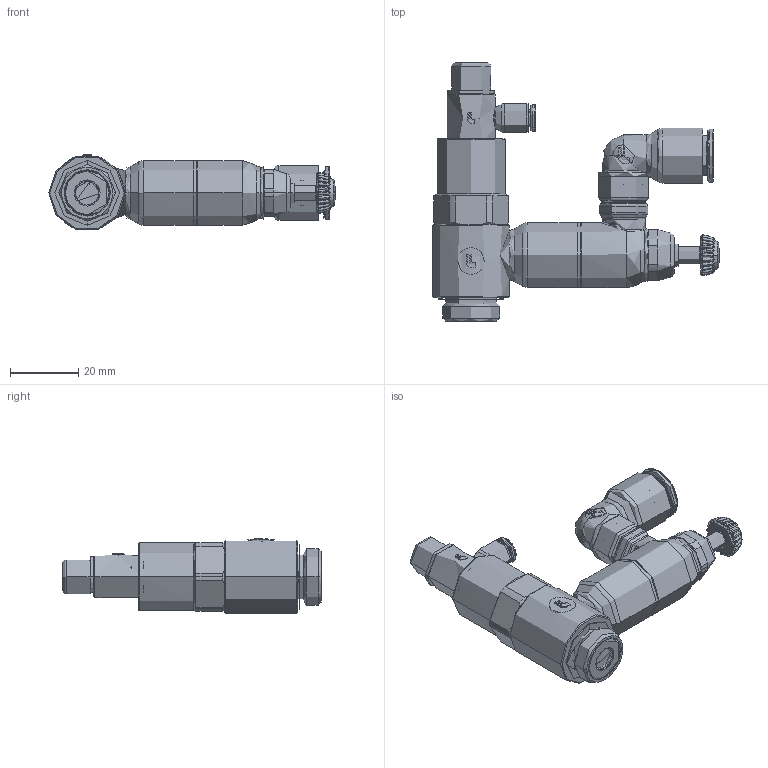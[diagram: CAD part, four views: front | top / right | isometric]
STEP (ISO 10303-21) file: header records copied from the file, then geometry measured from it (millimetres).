
FILE_DESCRIPTION(('STEP AP214'),'1');
FILE_NAME('7894_10_17.stp','2016-07-07T14:57:00',('TraceParts'),('TraceParts S.A.'),'Spatial InterOp 3D',' ',' ');
FILE_SCHEMA(('automotive_design'));
Length unit declared in the file: millimetre
Products named in the file (73): w894-10-17_asm|42102-30_ASM_297#42102-30_ASM|45210_ASM_278#45210_ASM|45240-10_275#45240-10;Solide1; w894-10-17_asm|42102-30_ASM_297#42102-30_ASM|45210_ASM_278#45210_ASM|24029-ASM_276#24029-ASM;Solide1; w894-10-17_asm|42102-30_ASM_297#42102-30_ASM|45210_ASM_278#45210_ASM|45250-10_277#45250-10;Solide1; w894-10-17_asm|42102-30_ASM_297#42102-30_ASM|44110-21_ASM_293#44110-21_ASM|44110-32_AF0_290#44110-32_AF0;Solide1; w894-10-17_asm|42102-30_ASM_297#42102-30_ASM|44110-21_ASM_293#44110-21_ASM|44110_AF0_291#44110_AF0;Solide1; w894-10-17_asm|42102-30_ASM_297#42102-30_ASM|44110-21_ASM_293#44110-21_ASM|44110-30_AF0_292#44110-30_AF0;Solide1; w894-10-17_asm|42102-30_ASM_297#42102-30_ASM|45240-31-REG-POUR-CARP_274#45240-31-REG-POUR-CARP;Solide1; w894-10-17_asm|42102-30_ASM_297#42102-30_ASM|45250-30_279#45250-30;Solide1; w894-10-17_asm|42102-30_ASM_297#42102-30_ASM|45250-40_280#45250-40;Solide1; w894-10-17_asm|42102-30_ASM_297#42102-30_ASM|45250-20_281#45250-20;Solide1; w894-10-17_asm|42102-30_ASM_297#42102-30_ASM|45240-20_282#45240-20;Solide1; w894-10-17_asm|42102-30_ASM_297#42102-30_ASM|45240-20_282#45240-20;Solide2; w894-10-17_asm|42102-30_ASM_297#42102-30_ASM|45240-20_282#45240-20;Solide3; w894-10-17_asm|42102-30_ASM_297#42102-30_ASM|45240-20_282#45240-20;Solide4; w894-10-17_asm|42102-30_ASM_297#42102-30_ASM|45240-20_282#45240-20;Solide5; w894-10-17_asm|42102-30_ASM_297#42102-30_ASM|45240-20_282#45240-20;Solide6; w894-10-17_asm|42102-30_ASM_297#42102-30_ASM|45240-20_282#45240-20;Solide7; w894-10-17_asm|42102-30_ASM_297#42102-30_ASM|45240-20_282#45240-20;Solide8; w894-10-17_asm|42102-30_ASM_297#42102-30_ASM|45240-20_282#45240-20;Solide9; w894-10-17_asm|42102-30_ASM_297#42102-30_ASM|45240-20_282#45240-20;Solide10; w894-10-17_asm|42102-30_ASM_297#42102-30_ASM|45240-20_282#45240-20;Solide11; w894-10-17_asm|42102-30_ASM_297#42102-30_ASM|45240-20_282#45240-20;Solide12; w894-10-17_asm|42102-30_ASM_297#42102-30_ASM|45240-20_282#45240-20;Solide13; w894-10-17_asm|42102-30_ASM_297#42102-30_ASM|45240-20_282#45240-20;Solide14; w894-10-17_asm|42102-30_ASM_297#42102-30_ASM|45240-20_282#45240-20;Solide15; w894-10-17_asm|42102-30_ASM_297#42102-30_ASM|45240-20_282#45240-20;Solide16; w894-10-17_asm|42102-30_ASM_297#42102-30_ASM|45240-20_282#45240-20;Solide17; w894-10-17_asm|42102-30_ASM_297#42102-30_ASM|45240-20_282#45240-20;Solide18; w894-10-17_asm|42102-30_ASM_297#42102-30_ASM|45240-20_282#45240-20;Solide19; w894-10-17_asm|42102-30_ASM_297#42102-30_ASM|45240-20_282#45240-20;Solide20; w894-10-17_asm|42102-30_ASM_297#42102-30_ASM|45240-20_282#45240-20;Solide21; w894-10-17_asm|42102-30_ASM_297#42102-30_ASM|45240-20_282#45240-20;Solide22; w894-10-17_asm|42102-30_ASM_297#42102-30_ASM|45240-20_282#45240-20;Solide23; w894-10-17_asm|42102-30_ASM_297#42102-30_ASM|45240-20_282#45240-20;Solide24; w894-10-17_asm|42102-30_ASM_297#42102-30_ASM|45240-20_282#45240-20;Solide25; w894-10-17_asm|42102-30_ASM_297#42102-30_ASM|23270_ASM_283#23270_ASM;Solide1; w894-10-17_asm|42102-30_ASM_297#42102-30_ASM|23591-11_284#23591-11;Solide1; w894-10-17_asm|42102-30_ASM_297#42102-30_ASM|23422_ASM_D7-77_D5-3_LG1-8_285#23422_ASM_D7-77_D5-3_LG1-8;Solide1; w894-10-17_asm|42102-30_ASM_297#42102-30_ASM|38962_286#38962;Solide1; w894-10-17_asm|42102-30_ASM_297#42102-30_ASM|45562_287#45562;Solide1 ...
Bounding box: 83.9 x 75.75 x 21.85 mm (x, y, z)
Volume: 28711.8 mm3; surface area: 40686.2 mm2
Topology: 76 solids, 76 shells, 3283 faces, 8431 edges, 5343 vertices
Faces by surface type: cylinder 962, plane 854, torus 585, cone 443, bspline 377, sphere 62
Full cylindrical faces by diameter (mm): 4.8 x2
Entity records: 158900 total; most frequent: CARTESIAN_POINT 51121, DIRECTION 17256, ORIENTED_EDGE 16834, EDGE_CURVE 8417, AXIS2_PLACEMENT_3D 7050, VERTEX_POINT 5343, CIRCLE 3838, EDGE_LOOP 3474
